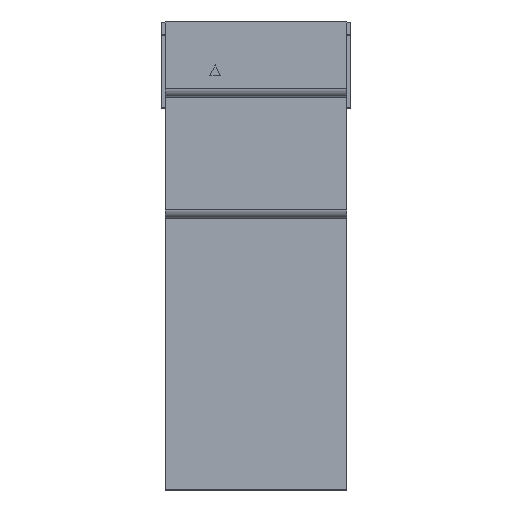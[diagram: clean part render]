
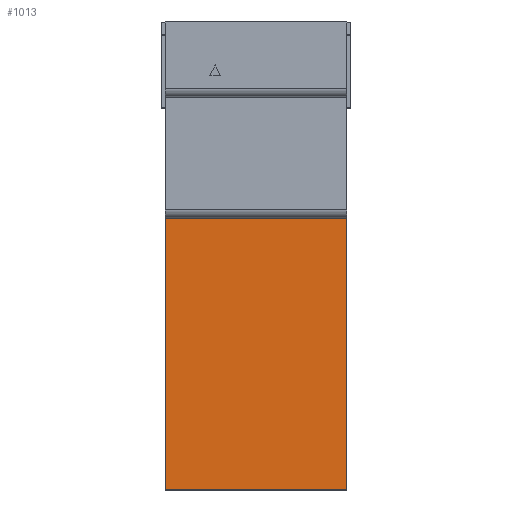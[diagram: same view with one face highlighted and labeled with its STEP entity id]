
A CAD part, top view. The second image highlights one B-rep face of the part: STEP entity #1013.
In plain terms, the highlighted planar face has unit normal (0, 0, 1).
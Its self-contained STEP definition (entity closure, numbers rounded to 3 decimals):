
#1013 = ADVANCED_FACE ( 'NONE', ( #30559 ), #10083, .F. ) ;
#2119 = VERTEX_POINT ( 'NONE', #3856 ) ;
#3287 = CARTESIAN_POINT ( 'NONE',  ( 0., 12.65, 20.4 ) ) ;
#3856 = CARTESIAN_POINT ( 'NONE',  ( 8.45, 0., 20.4 ) ) ;
#4124 = DIRECTION ( 'NONE',  ( 0., -1., 0. ) ) ;
#4931 = VECTOR ( 'NONE', #28785, 1000. ) ;
#5014 = ORIENTED_EDGE ( 'NONE', *, *, #20261, .F. ) ;
#5194 = EDGE_LOOP ( 'NONE', ( #17824, #5014, #16443, #10838 ) ) ;
#5747 = VERTEX_POINT ( 'NONE', #30199 ) ;
#9303 = AXIS2_PLACEMENT_3D ( 'NONE', #30388, #12787, #22910 ) ;
#10083 = PLANE ( 'NONE',  #9303 ) ;
#10838 = ORIENTED_EDGE ( 'NONE', *, *, #15468, .T. ) ;
#11472 = LINE ( 'NONE', #21633, #4931 ) ;
#11902 = CARTESIAN_POINT ( 'NONE',  ( 8.45, 12.65, 20.4 ) ) ;
#12787 = DIRECTION ( 'NONE',  ( 0., 0., -1. ) ) ;
#15468 = EDGE_CURVE ( 'NONE', #22557, #20334, #31483, .T. ) ;
#15627 = VECTOR ( 'NONE', #28750, 1000. ) ;
#16443 = ORIENTED_EDGE ( 'NONE', *, *, #20375, .F. ) ;
#16722 = DIRECTION ( 'NONE',  ( -1., 0., 0. ) ) ;
#17824 = ORIENTED_EDGE ( 'NONE', *, *, #20544, .T. ) ;
#18743 = CARTESIAN_POINT ( 'NONE',  ( 8.45, 12.65, 20.4 ) ) ;
#19079 = LINE ( 'NONE', #3287, #15627 ) ;
#19939 = LINE ( 'NONE', #29426, #28376 ) ;
#20261 = EDGE_CURVE ( 'NONE', #2119, #5747, #11472, .T. ) ;
#20334 = VERTEX_POINT ( 'NONE', #31231 ) ;
#20375 = EDGE_CURVE ( 'NONE', #22557, #2119, #19939, .T. ) ;
#20544 = EDGE_CURVE ( 'NONE', #20334, #5747, #19079, .T. ) ;
#21633 = CARTESIAN_POINT ( 'NONE',  ( 8.45, 0., 20.4 ) ) ;
#22557 = VERTEX_POINT ( 'NONE', #11902 ) ;
#22910 = DIRECTION ( 'NONE',  ( -1., 0., 0. ) ) ;
#28376 = VECTOR ( 'NONE', #4124, 1000. ) ;
#28750 = DIRECTION ( 'NONE',  ( 0., -1., 0. ) ) ;
#28785 = DIRECTION ( 'NONE',  ( -1., 0., 0. ) ) ;
#29426 = CARTESIAN_POINT ( 'NONE',  ( 8.45, 12.65, 20.4 ) ) ;
#30199 = CARTESIAN_POINT ( 'NONE',  ( 0., 0., 20.4 ) ) ;
#30388 = CARTESIAN_POINT ( 'NONE',  ( 8.45, 12.65, 20.4 ) ) ;
#30559 = FACE_OUTER_BOUND ( 'NONE', #5194, .T. ) ;
#31231 = CARTESIAN_POINT ( 'NONE',  ( 0., 12.65, 20.4 ) ) ;
#31483 = LINE ( 'NONE', #18743, #31893 ) ;
#31893 = VECTOR ( 'NONE', #16722, 1000. ) ;
